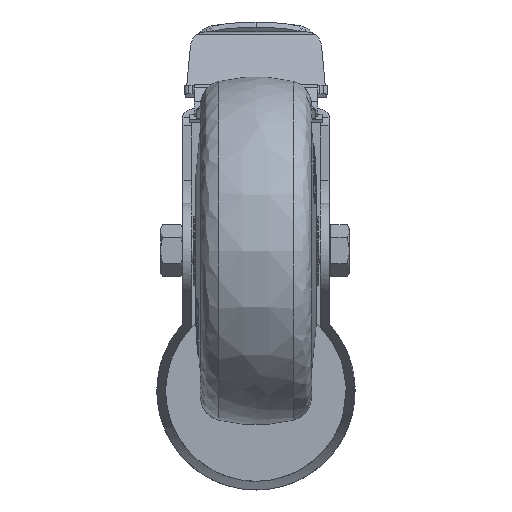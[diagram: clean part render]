
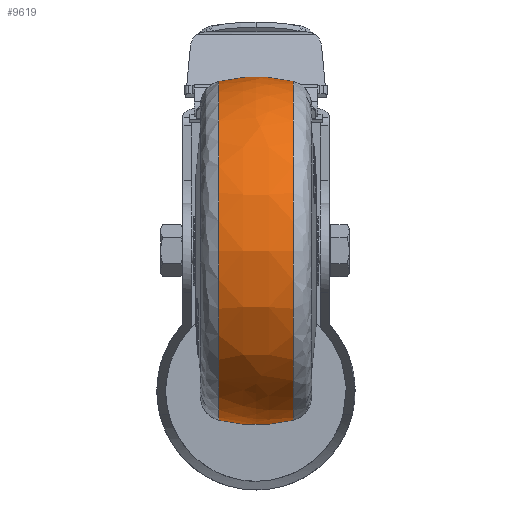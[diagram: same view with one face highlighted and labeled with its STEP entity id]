
A CAD part, front view. The second image highlights one B-rep face of the part: STEP entity #9619.
In plain terms, the highlighted free-form (B-spline) face has degree [3, 3] with [4, 4] control points.
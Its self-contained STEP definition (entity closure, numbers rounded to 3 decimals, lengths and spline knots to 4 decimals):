
#331 = CARTESIAN_POINT ( 'NONE',  ( -0.4196, -3.2677, -1.9181 ) ) ;
#712 = DIRECTION ( 'NONE',  ( 0., 0., -1. ) ) ;
#900 = DIRECTION ( 'NONE',  ( 0., 0., -1. ) ) ;
#2668 = ORIENTED_EDGE ( 'NONE', *, *, #57118, .F. ) ;
#5973 = DIRECTION ( 'NONE',  ( 0., 1., 0. ) ) ;
#6710 = CARTESIAN_POINT ( 'NONE',  ( 0., -3.2677, -0.1969 ) ) ;
#7106 = VERTEX_POINT ( 'NONE', #47044 ) ;
#8885 =( BOUNDED_SURFACE ( )  B_SPLINE_SURFACE ( 3, 3, ( 
 ( #11313, #40275, #39538, #56078 ),
 ( #51169, #29019, #39157, #27526 ),
 ( #28650, #63205, #21858, #62447 ),
 ( #56810, #44775, #45162, #68444 ) ),
 .UNSPECIFIED., .F., .F., .T. ) 
 B_SPLINE_SURFACE_WITH_KNOTS ( ( 4, 4 ),
 ( 4, 4 ),
 ( 0., 1. ),
 ( 0., 1. ),
 .UNSPECIFIED. ) 
 GEOMETRIC_REPRESENTATION_ITEM ( )  RATIONAL_B_SPLINE_SURFACE ( (
 ( 1., 0.333, 0.333, 1.),
 ( 0.981, 0.327, 0.327, 0.981),
 ( 0.981, 0.327, 0.327, 0.981),
 ( 1., 0.333, 0.333, 1.) ) ) 
 REPRESENTATION_ITEM ( '' )  SURFACE ( )  );
#9619 = ADVANCED_FACE ( 'NONE', ( #10581 ), #8885, .T. ) ;
#10581 = FACE_OUTER_BOUND ( 'NONE', #62467, .T. ) ;
#11313 = CARTESIAN_POINT ( 'NONE',  ( 0.4196, -3.2677, 1.9181 ) ) ;
#11724 = ORIENTED_EDGE ( 'NONE', *, *, #44506, .T. ) ;
#16418 = AXIS2_PLACEMENT_3D ( 'NONE', #64745, #42182, #900 ) ;
#18692 = DIRECTION ( 'NONE',  ( 1., 0., 0. ) ) ;
#21858 = CARTESIAN_POINT ( 'NONE',  ( -0.1426, -7.239, -1.9856 ) ) ;
#22489 = CIRCLE ( 'NONE', #44092, 1.9181 ) ;
#23729 = CARTESIAN_POINT ( 'NONE',  ( -0.4196, -3.2677, 1.9181 ) ) ;
#27526 = CARTESIAN_POINT ( 'NONE',  ( 0.1426, -3.2677, -1.9856 ) ) ;
#28650 = CARTESIAN_POINT ( 'NONE',  ( -0.1426, -3.2677, 1.9856 ) ) ;
#29019 = CARTESIAN_POINT ( 'NONE',  ( 0.1426, -7.239, 1.9856 ) ) ;
#30223 = CARTESIAN_POINT ( 'NONE',  ( 0., -3.2677, 0.1969 ) ) ;
#32303 = AXIS2_PLACEMENT_3D ( 'NONE', #30223, #35497, #36587 ) ;
#33159 = VERTEX_POINT ( 'NONE', #23729 ) ;
#34560 = EDGE_CURVE ( 'NONE', #7106, #33159, #34692, .T. ) ;
#34692 = CIRCLE ( 'NONE', #32303, 1.7717 ) ;
#35497 = DIRECTION ( 'NONE',  ( 0., -1., 0. ) ) ;
#35624 = CARTESIAN_POINT ( 'NONE',  ( -0.4196, -3.2677, 0. ) ) ;
#36134 = ORIENTED_EDGE ( 'NONE', *, *, #59374, .T. ) ;
#36587 = DIRECTION ( 'NONE',  ( 0., 0., 1. ) ) ;
#39157 = CARTESIAN_POINT ( 'NONE',  ( 0.1426, -7.239, -1.9856 ) ) ;
#39538 = CARTESIAN_POINT ( 'NONE',  ( 0.4196, -7.1039, -1.9181 ) ) ;
#40275 = CARTESIAN_POINT ( 'NONE',  ( 0.4196, -7.1039, 1.9181 ) ) ;
#41603 = DIRECTION ( 'NONE',  ( 0., 0., -1. ) ) ;
#42182 = DIRECTION ( 'NONE',  ( -1., 0., 0. ) ) ;
#44092 = AXIS2_PLACEMENT_3D ( 'NONE', #35624, #18692, #41603 ) ;
#44506 = EDGE_CURVE ( 'NONE', #33159, #57162, #22489, .T. ) ;
#44775 = CARTESIAN_POINT ( 'NONE',  ( -0.4196, -7.1039, 1.9181 ) ) ;
#45162 = CARTESIAN_POINT ( 'NONE',  ( -0.4196, -7.1039, -1.9181 ) ) ;
#47044 = CARTESIAN_POINT ( 'NONE',  ( 0.4196, -3.2677, 1.9181 ) ) ;
#51169 = CARTESIAN_POINT ( 'NONE',  ( 0.1426, -3.2677, 1.9856 ) ) ;
#51227 = CIRCLE ( 'NONE', #16418, 1.9181 ) ;
#52031 = VERTEX_POINT ( 'NONE', #53521 ) ;
#53521 = CARTESIAN_POINT ( 'NONE',  ( 0.4196, -3.2677, -1.9181 ) ) ;
#55416 = ORIENTED_EDGE ( 'NONE', *, *, #34560, .T. ) ;
#56078 = CARTESIAN_POINT ( 'NONE',  ( 0.4196, -3.2677, -1.9181 ) ) ;
#56810 = CARTESIAN_POINT ( 'NONE',  ( -0.4196, -3.2677, 1.9181 ) ) ;
#57118 = EDGE_CURVE ( 'NONE', #52031, #57162, #66670, .T. ) ;
#57162 = VERTEX_POINT ( 'NONE', #331 ) ;
#59374 = EDGE_CURVE ( 'NONE', #52031, #7106, #51227, .T. ) ;
#60730 = AXIS2_PLACEMENT_3D ( 'NONE', #6710, #5973, #712 ) ;
#62447 = CARTESIAN_POINT ( 'NONE',  ( -0.1426, -3.2677, -1.9856 ) ) ;
#62467 = EDGE_LOOP ( 'NONE', ( #36134, #55416, #11724, #2668 ) ) ;
#63205 = CARTESIAN_POINT ( 'NONE',  ( -0.1426, -7.239, 1.9856 ) ) ;
#64745 = CARTESIAN_POINT ( 'NONE',  ( 0.4196, -3.2677, 0. ) ) ;
#66670 = CIRCLE ( 'NONE', #60730, 1.7717 ) ;
#68444 = CARTESIAN_POINT ( 'NONE',  ( -0.4196, -3.2677, -1.9181 ) ) ;
